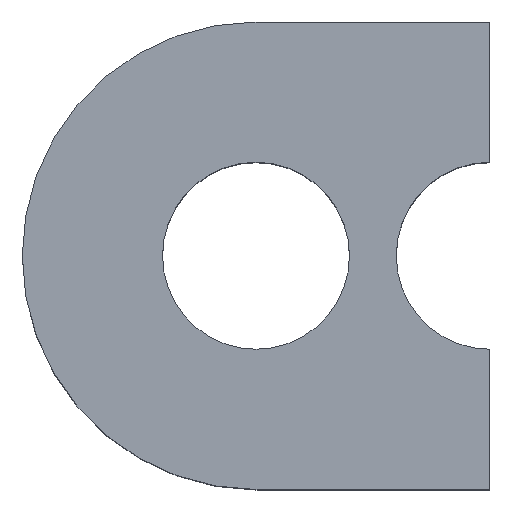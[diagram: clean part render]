
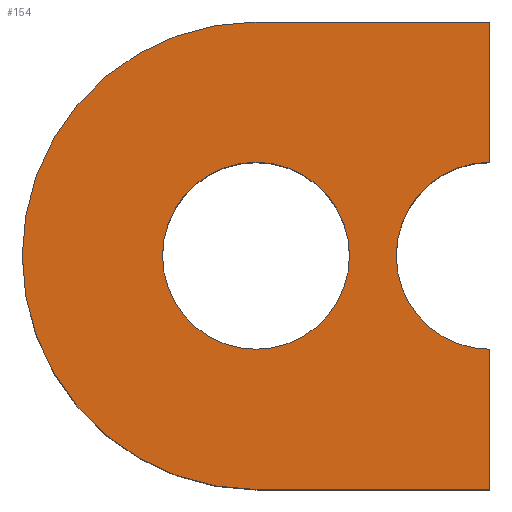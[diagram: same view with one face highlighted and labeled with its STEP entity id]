
A CAD part, top view. The second image highlights one B-rep face of the part: STEP entity #154.
In plain terms, the highlighted planar face has unit normal (0, 0, 1).
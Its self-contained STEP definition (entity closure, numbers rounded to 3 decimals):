
#19=LINE('',#258,#33);
#20=LINE('',#260,#34);
#21=LINE('',#264,#35);
#22=LINE('',#266,#36);
#33=VECTOR('',#210,1000.);
#34=VECTOR('',#211,1000.);
#35=VECTOR('',#214,1000.);
#36=VECTOR('',#215,1000.);
#50=ORIENTED_EDGE('',*,*,#90,.F.);
#51=ORIENTED_EDGE('',*,*,#91,.F.);
#52=ORIENTED_EDGE('',*,*,#92,.F.);
#53=ORIENTED_EDGE('',*,*,#93,.F.);
#54=ORIENTED_EDGE('',*,*,#94,.F.);
#55=ORIENTED_EDGE('',*,*,#95,.F.);
#56=ORIENTED_EDGE('',*,*,#96,.F.);
#90=EDGE_CURVE('',#110,#110,#120,.T.);
#91=EDGE_CURVE('',#111,#112,#121,.T.);
#92=EDGE_CURVE('',#113,#111,#19,.T.);
#93=EDGE_CURVE('',#114,#113,#20,.T.);
#94=EDGE_CURVE('',#115,#114,#122,.T.);
#95=EDGE_CURVE('',#116,#115,#21,.T.);
#96=EDGE_CURVE('',#112,#116,#22,.T.);
#110=VERTEX_POINT('',#254);
#111=VERTEX_POINT('',#256);
#112=VERTEX_POINT('',#257);
#113=VERTEX_POINT('',#259);
#114=VERTEX_POINT('',#261);
#115=VERTEX_POINT('',#263);
#116=VERTEX_POINT('',#265);
#120=CIRCLE('',#180,0.4);
#121=CIRCLE('',#181,1.);
#122=CIRCLE('',#182,0.4);
#125=EDGE_LOOP('',(#50));
#126=EDGE_LOOP('',(#51,#52,#53,#54,#55,#56));
#137=FACE_BOUND('',#125,.T.);
#138=FACE_BOUND('',#126,.T.);
#148=PLANE('',#179);
#154=ADVANCED_FACE('',(#137,#138),#148,.F.);
#179=AXIS2_PLACEMENT_3D('',#252,#204,#205);
#180=AXIS2_PLACEMENT_3D('',#253,#206,#207);
#181=AXIS2_PLACEMENT_3D('',#255,#208,#209);
#182=AXIS2_PLACEMENT_3D('',#262,#212,#213);
#204=DIRECTION('',(0.,0.,-1.));
#205=DIRECTION('',(-1.,0.,0.));
#206=DIRECTION('',(0.,0.,1.));
#207=DIRECTION('',(-1.,0.,0.));
#208=DIRECTION('',(0.,0.,-1.));
#209=DIRECTION('',(-1.,0.,0.));
#210=DIRECTION('',(-1.,0.,0.));
#211=DIRECTION('',(0.,-1.,0.));
#212=DIRECTION('',(0.,0.,1.));
#213=DIRECTION('',(-1.,0.,0.));
#214=DIRECTION('',(0.,-1.,0.));
#215=DIRECTION('',(1.,0.,0.));
#252=CARTESIAN_POINT('',(9.421,50.422,2.795));
#253=CARTESIAN_POINT('',(9.421,50.422,2.795));
#254=CARTESIAN_POINT('',(9.021,50.422,2.795));
#255=CARTESIAN_POINT('',(9.421,50.422,2.795));
#256=CARTESIAN_POINT('',(9.421,49.422,2.795));
#257=CARTESIAN_POINT('',(9.421,51.422,2.795));
#258=CARTESIAN_POINT('',(9.421,49.422,2.795));
#259=CARTESIAN_POINT('',(10.421,49.422,2.795));
#260=CARTESIAN_POINT('',(10.421,47.542,2.795));
#261=CARTESIAN_POINT('',(10.421,50.022,2.795));
#262=CARTESIAN_POINT('',(10.421,50.422,2.795));
#263=CARTESIAN_POINT('',(10.421,50.822,2.795));
#264=CARTESIAN_POINT('',(10.421,47.542,2.795));
#265=CARTESIAN_POINT('',(10.421,51.422,2.795));
#266=CARTESIAN_POINT('',(9.421,51.422,2.795));
